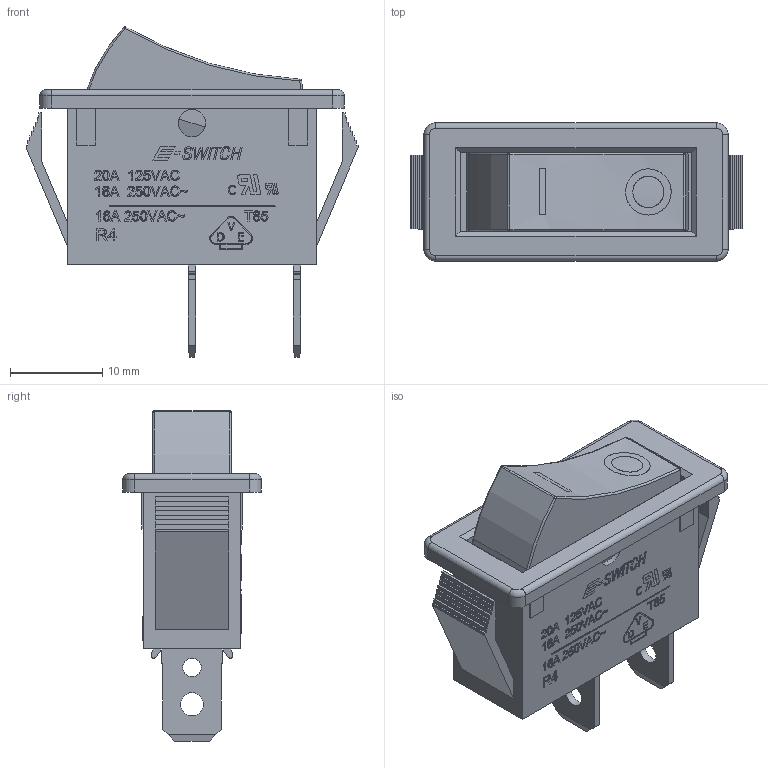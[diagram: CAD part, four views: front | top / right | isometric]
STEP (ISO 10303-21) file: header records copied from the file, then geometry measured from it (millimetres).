
FILE_DESCRIPTION(/* description */ (''),/* implementation_level */ '2;1');
FILE_NAME(/* name */ 'R4AxxxxxxGF0.stp',/* time_stamp */ '2025-05-30T16:18:02-05:00',/* author */ ('mroman'),/* organization */ (''),/* preprocessor_version */ 'ST-DEVELOPER v18.1',/* originating_system */ 'Autodesk Inventor 2022',/* authorisation */ '');
FILE_SCHEMA (('AUTOMOTIVE_DESIGN { 1 0 10303 214 3 1 1 }'));
Length unit declared in the file: centimetre
Products named in the file (1): R4AxxxxxxGF0
Bounding box: 36 x 15 x 35.83 mm (x, y, z)
Volume: 3122.8 mm3; surface area: 6336.5 mm2
Topology: 1 solids, 1 shells, 998 faces, 2663 edges, 1757 vertices
Faces by surface type: plane 617, bspline 303, cylinder 62, torus 10, sphere 4, cone 2
Full cylindrical faces by diameter (mm): 2 x3, 2.5 x2, 3 x4, 3.4 x1
Entity records: 34045 total; most frequent: CARTESIAN_POINT 11082, ORIENTED_EDGE 5322, DIRECTION 3586, EDGE_CURVE 2661, LINE 1888, VECTOR 1888, VERTEX_POINT 1757, EDGE_LOOP 1104
